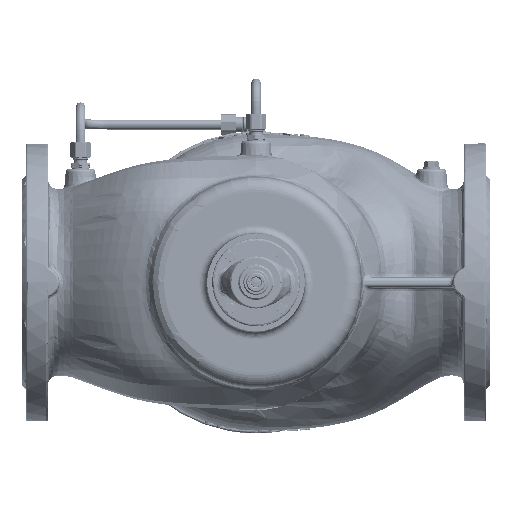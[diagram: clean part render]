
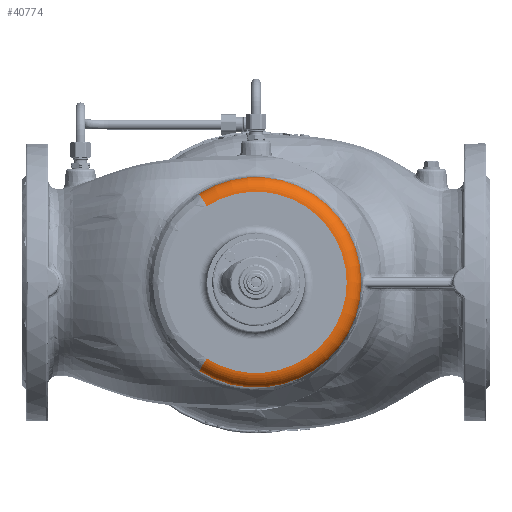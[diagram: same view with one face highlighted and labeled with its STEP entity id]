
A CAD part, front view. The second image highlights one B-rep face of the part: STEP entity #40774.
In plain terms, the highlighted toroidal (fillet/blend) face has major radius 93.015 mm and minor radius 15 mm.
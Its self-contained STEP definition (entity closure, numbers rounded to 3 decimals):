
#2410=CARTESIAN_POINT('',(0.,-169.,0.));
#2411=DIRECTION('',(0.,1.,0.));
#2412=DIRECTION('',(-0.541,0.,0.841));
#2413=AXIS2_PLACEMENT_3D('',#2410,#2411,#2412);
#2415=CARTESIAN_POINT('',(0.,-169.,0.));
#2416=DIRECTION('',(0.,1.,0.));
#2417=DIRECTION('',(1.,0.,-0.001));
#2418=AXIS2_PLACEMENT_3D('',#2415,#2416,#2417);
#2599=CARTESIAN_POINT('',(0.,-154.523,0.));
#2600=DIRECTION('',(0.,1.,0.));
#2601=DIRECTION('',(-0.542,0.,0.841));
#2602=AXIS2_PLACEMENT_3D('',#2599,#2600,#2601);
#2604=CARTESIAN_POINT('',(0.,-154.523,0.));
#2605=DIRECTION('',(0.,1.,0.));
#2606=DIRECTION('',(1.,0.,0.));
#2607=AXIS2_PLACEMENT_3D('',#2604,#2605,#2606);
#2609=CARTESIAN_POINT('',(0.,-154.523,0.));
#2610=DIRECTION('',(0.,1.,0.));
#2611=DIRECTION('',(1.,0.,-0.001));
#2612=AXIS2_PLACEMENT_3D('',#2609,#2610,#2611);
#2614=CARTESIAN_POINT('',(-50.367,-154.,-78.198));
#2615=DIRECTION('',(-0.841,0.,0.541));
#2616=DIRECTION('',(-0.541,-0.035,-0.84));
#2617=AXIS2_PLACEMENT_3D('',#2614,#2615,#2616);
#2619=CARTESIAN_POINT('',(-50.367,-154.,78.198));
#2620=DIRECTION('',(-0.841,0.,-0.541));
#2621=DIRECTION('',(0.,-1.,0.));
#2622=AXIS2_PLACEMENT_3D('',#2619,#2620,#2621);
#27330=CARTESIAN_POINT('',(-50.367,-169.,78.198));
#27331=CARTESIAN_POINT('',(93.015,-169.,-0.132));
#27332=VERTEX_POINT('',#27330);
#27333=VERTEX_POINT('',#27331);
#27334=CARTESIAN_POINT('',(-50.367,-169.,-78.198));
#27335=VERTEX_POINT('',#27334);
#27347=CARTESIAN_POINT('',(-58.485,-154.523,
90.8));
#27348=CARTESIAN_POINT('',(108.006,-154.523,
0.));
#27349=VERTEX_POINT('',#27347);
#27350=VERTEX_POINT('',#27348);
#27351=CARTESIAN_POINT('',(108.005,-154.523,
-0.154));
#27352=VERTEX_POINT('',#27351);
#27353=CARTESIAN_POINT('',(-58.484,-154.523,
-90.801));
#27354=VERTEX_POINT('',#27353);
#40755=CARTESIAN_POINT('',(0.,-154.,0.));
#40756=DIRECTION('',(0.,-1.,0.));
#40757=DIRECTION('',(1.,0.,-0.001));
#40758=AXIS2_PLACEMENT_3D('',#40755,#40756,#40757);
#40759=TOROIDAL_SURFACE('',#40758,93.015,15.);
#40761=ORIENTED_EDGE('',*,*,#40760,.T.);
#40763=ORIENTED_EDGE('',*,*,#40762,.T.);
#40765=ORIENTED_EDGE('',*,*,#40764,.T.);
#40767=ORIENTED_EDGE('',*,*,#40766,.T.);
#40768=ORIENTED_EDGE('',*,*,#40729,.F.);
#40769=ORIENTED_EDGE('',*,*,#40727,.F.);
#40771=ORIENTED_EDGE('',*,*,#40770,.T.);
#40772=EDGE_LOOP('',(#40761,#40763,#40765,#40767,#40768,#40769,#40771));
#40773=FACE_OUTER_BOUND('',#40772,.F.);
#40774=ADVANCED_FACE('',(#40773),#40759,.T.);
#2414=CIRCLE('',#2413,93.015);
#2419=CIRCLE('',#2418,93.015);
#2603=CIRCLE('',#2602,108.006);
#2608=CIRCLE('',#2607,108.006);
#2613=CIRCLE('',#2612,108.006);
#2618=CIRCLE('',#2617,15.);
#2623=CIRCLE('',#2622,15.);
#40727=EDGE_CURVE('',#27332,#27333,#2414,.T.);
#40729=EDGE_CURVE('',#27333,#27335,#2419,.T.);
#40760=EDGE_CURVE('',#27349,#27350,#2603,.T.);
#40762=EDGE_CURVE('',#27350,#27352,#2608,.T.);
#40764=EDGE_CURVE('',#27352,#27354,#2613,.T.);
#40766=EDGE_CURVE('',#27354,#27335,#2618,.T.);
#40770=EDGE_CURVE('',#27332,#27349,#2623,.T.);
